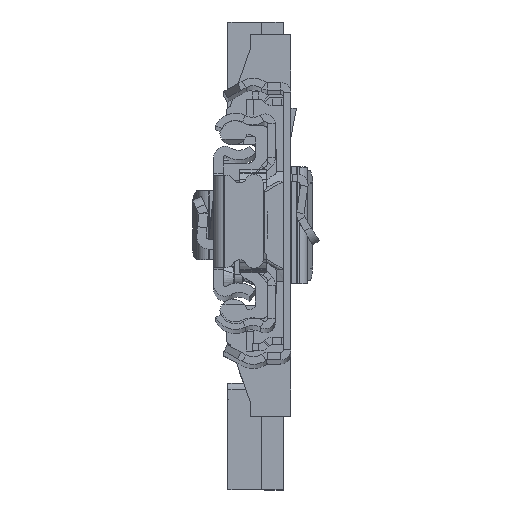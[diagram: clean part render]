
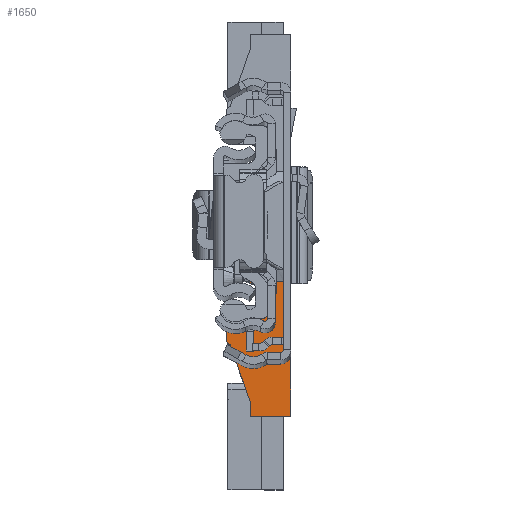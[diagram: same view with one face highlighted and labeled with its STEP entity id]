
A CAD part, top view. The second image highlights one B-rep face of the part: STEP entity #1650.
In plain terms, the highlighted face is planar.
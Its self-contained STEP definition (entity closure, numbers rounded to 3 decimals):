
#96 = ORIENTED_EDGE ( 'NONE', *, *, #14840, .F. ) ;
#162 = VECTOR ( 'NONE', #35916, 1000. ) ;
#1005 = CARTESIAN_POINT ( 'NONE',  ( 19., 8.5, -67. ) ) ;
#1491 = DIRECTION ( 'NONE',  ( 0., -1., 0. ) ) ;
#1616 = EDGE_CURVE ( 'NONE', #23350, #24539, #5228, .T. ) ;
#1627 = VERTEX_POINT ( 'NONE', #13413 ) ;
#1650 = ADVANCED_FACE ( 'NONE', ( #34445 ), #12060, .F. ) ;
#1791 = DIRECTION ( 'NONE',  ( -1., 0., 0. ) ) ;
#2072 = LINE ( 'NONE', #33334, #162 ) ;
#2106 = CARTESIAN_POINT ( 'NONE',  ( 10.792, 3.2, -67. ) ) ;
#2235 = CARTESIAN_POINT ( 'NONE',  ( 13., 9., -67. ) ) ;
#2382 = ORIENTED_EDGE ( 'NONE', *, *, #9160, .T. ) ;
#2400 = LINE ( 'NONE', #31419, #36694 ) ;
#2447 = CARTESIAN_POINT ( 'NONE',  ( 19., 0., -67. ) ) ;
#2576 = DIRECTION ( 'NONE',  ( 0., -1., 0. ) ) ;
#2599 = CIRCLE ( 'NONE', #26952, 0.5 ) ;
#2921 = EDGE_LOOP ( 'NONE', ( #9364, #31526, #14893, #34124, #2382, #33085, #9376, #33392, #19715, #10871, #96, #8289, #11275, #31622, #26940 ) ) ;
#3100 = EDGE_CURVE ( 'NONE', #20274, #21350, #14623, .T. ) ;
#3360 = DIRECTION ( 'NONE',  ( 1., 0., 0. ) ) ;
#3421 = DIRECTION ( 'NONE',  ( 1., 0., 0. ) ) ;
#3677 = DIRECTION ( 'NONE',  ( 1., 0., 0. ) ) ;
#3767 = CARTESIAN_POINT ( 'NONE',  ( 12., 3.2, -67. ) ) ;
#4088 = VECTOR ( 'NONE', #18717, 1000. ) ;
#4150 = VERTEX_POINT ( 'NONE', #32816 ) ;
#4182 = LINE ( 'NONE', #4366, #17906 ) ;
#4366 = CARTESIAN_POINT ( 'NONE',  ( -28.5, 9., -67. ) ) ;
#4383 = LINE ( 'NONE', #35632, #19069 ) ;
#4541 = DIRECTION ( 'NONE',  ( -1., 0., 0. ) ) ;
#4574 = CARTESIAN_POINT ( 'NONE',  ( 14.498, 7.304, -67. ) ) ;
#4883 = CARTESIAN_POINT ( 'NONE',  ( 10.614, 3.222, -67. ) ) ;
#5035 = EDGE_CURVE ( 'NONE', #29802, #26018, #9592, .T. ) ;
#5228 = B_SPLINE_CURVE_WITH_KNOTS ( 'NONE', 3,
 ( #27406, #21834, #33183, #4883, #7664, #2106 ),
 .UNSPECIFIED., .F., .F.,
 ( 4, 2, 4 ),
 ( 0., 0., 0.001 ),
 .UNSPECIFIED. ) ;
#5261 = VECTOR ( 'NONE', #3677, 1000. ) ;
#6190 = CARTESIAN_POINT ( 'NONE',  ( 18.5, 8.5, -67. ) ) ;
#6773 = CIRCLE ( 'NONE', #24663, 0.5 ) ;
#7664 = CARTESIAN_POINT ( 'NONE',  ( 10.701, 3.2, -67. ) ) ;
#7958 = VERTEX_POINT ( 'NONE', #20609 ) ;
#8289 = ORIENTED_EDGE ( 'NONE', *, *, #11547, .F. ) ;
#9067 = CARTESIAN_POINT ( 'NONE',  ( 10.792, 3.2, -67. ) ) ;
#9160 = EDGE_CURVE ( 'NONE', #24539, #21350, #17982, .T. ) ;
#9209 = CARTESIAN_POINT ( 'NONE',  ( 9.012, -17.65, -67. ) ) ;
#9364 = ORIENTED_EDGE ( 'NONE', *, *, #36059, .F. ) ;
#9376 = ORIENTED_EDGE ( 'NONE', *, *, #15598, .F. ) ;
#9414 = CARTESIAN_POINT ( 'NONE',  ( 19., 9., -67. ) ) ;
#9592 = LINE ( 'NONE', #9414, #22497 ) ;
#9932 = CARTESIAN_POINT ( 'NONE',  ( -28.5, 0., -67. ) ) ;
#10871 = ORIENTED_EDGE ( 'NONE', *, *, #14991, .F. ) ;
#11275 = ORIENTED_EDGE ( 'NONE', *, *, #19124, .T. ) ;
#11547 = EDGE_CURVE ( 'NONE', #33081, #7958, #4383, .T. ) ;
#12060 = PLANE ( 'NONE',  #31272 ) ;
#12536 = DIRECTION ( 'NONE',  ( -1., 0., 0. ) ) ;
#13362 = EDGE_CURVE ( 'NONE', #26018, #1627, #2072, .T. ) ;
#13413 = CARTESIAN_POINT ( 'NONE',  ( 30.5, -1.2, -67. ) ) ;
#13621 = CARTESIAN_POINT ( 'NONE',  ( 18.5, 9., -67. ) ) ;
#13814 = VECTOR ( 'NONE', #26706, 1000. ) ;
#14167 = DIRECTION ( 'NONE',  ( 1., 0., 0. ) ) ;
#14623 =( BOUNDED_CURVE ( )  B_SPLINE_CURVE ( 3, ( #29464, #17903, #29286, #3767 ),
 .UNSPECIFIED., .F., .T. ) 
 B_SPLINE_CURVE_WITH_KNOTS ( ( 4, 4 ),
 ( 4.712, 6.283 ),
 .UNSPECIFIED. ) 
 CURVE ( )  GEOMETRIC_REPRESENTATION_ITEM ( )  RATIONAL_B_SPLINE_CURVE ( ( 1., 0.805, 0.805, 1. ) ) 
 REPRESENTATION_ITEM ( '' )  );
#14840 = EDGE_CURVE ( 'NONE', #7958, #31581, #29497, .T. ) ;
#14847 = CARTESIAN_POINT ( 'NONE',  ( 9.012, 5.732, -67. ) ) ;
#14893 = ORIENTED_EDGE ( 'NONE', *, *, #36086, .F. ) ;
#14991 = EDGE_CURVE ( 'NONE', #31581, #20703, #6773, .T. ) ;
#15259 = CARTESIAN_POINT ( 'NONE',  ( 13.5, 9., -67. ) ) ;
#15318 = CARTESIAN_POINT ( 'NONE',  ( 28.5, 5.2, -67. ) ) ;
#15406 = CARTESIAN_POINT ( 'NONE',  ( 10.318, 3.419, -67. ) ) ;
#15598 = EDGE_CURVE ( 'NONE', #4150, #20274, #24580, .T. ) ;
#17903 = CARTESIAN_POINT ( 'NONE',  ( 13., 3.663, -67. ) ) ;
#17906 = VECTOR ( 'NONE', #4541, 1000. ) ;
#17982 = LINE ( 'NONE', #29191, #5261 ) ;
#18717 = DIRECTION ( 'NONE',  ( 1., 0., 0. ) ) ;
#19069 = VECTOR ( 'NONE', #1791, 1000. ) ;
#19115 = VECTOR ( 'NONE', #35275, 1000. ) ;
#19124 = EDGE_CURVE ( 'NONE', #33081, #1627, #2400, .T. ) ;
#19715 = ORIENTED_EDGE ( 'NONE', *, *, #23059, .F. ) ;
#20274 = VERTEX_POINT ( 'NONE', #35694 ) ;
#20328 = DIRECTION ( 'NONE',  ( 0., 0., 1. ) ) ;
#20609 = CARTESIAN_POINT ( 'NONE',  ( 28.5, 5.2, -67. ) ) ;
#20703 = VERTEX_POINT ( 'NONE', #13621 ) ;
#21350 = VERTEX_POINT ( 'NONE', #24566 ) ;
#21528 = LINE ( 'NONE', #9932, #4088 ) ;
#21702 = CARTESIAN_POINT ( 'NONE',  ( 9.012, 0., -67. ) ) ;
#21834 = CARTESIAN_POINT ( 'NONE',  ( 10.38, 3.353, -67. ) ) ;
#22497 = VECTOR ( 'NONE', #29203, 1000. ) ;
#23059 = EDGE_CURVE ( 'NONE', #20703, #34175, #4182, .T. ) ;
#23350 = VERTEX_POINT ( 'NONE', #15406 ) ;
#23716 = EDGE_CURVE ( 'NONE', #34915, #33285, #23966, .T. ) ;
#23966 = LINE ( 'NONE', #9209, #19115 ) ;
#24131 = VECTOR ( 'NONE', #1491, 1000. ) ;
#24539 = VERTEX_POINT ( 'NONE', #9067 ) ;
#24566 = CARTESIAN_POINT ( 'NONE',  ( 12., 3.2, -67. ) ) ;
#24580 = LINE ( 'NONE', #2235, #24131 ) ;
#24663 = AXIS2_PLACEMENT_3D ( 'NONE', #6190, #33944, #3421 ) ;
#25616 = EDGE_CURVE ( 'NONE', #34175, #4150, #2599, .T. ) ;
#26018 = VERTEX_POINT ( 'NONE', #30871 ) ;
#26075 = DIRECTION ( 'NONE',  ( 0., 0., 1. ) ) ;
#26678 = CIRCLE ( 'NONE', #31451, 5.707 ) ;
#26706 = DIRECTION ( 'NONE',  ( -0.945, 0.328, 0. ) ) ;
#26730 = DIRECTION ( 'NONE',  ( 0., 0., -1. ) ) ;
#26940 = ORIENTED_EDGE ( 'NONE', *, *, #5035, .F. ) ;
#26952 = AXIS2_PLACEMENT_3D ( 'NONE', #34601, #26075, #3360 ) ;
#27406 = CARTESIAN_POINT ( 'NONE',  ( 10.318, 3.419, -67. ) ) ;
#29191 = CARTESIAN_POINT ( 'NONE',  ( 13., 3.2, -67. ) ) ;
#29203 = DIRECTION ( 'NONE',  ( 0., -1., 0. ) ) ;
#29286 = CARTESIAN_POINT ( 'NONE',  ( 12.586, 3.2, -67. ) ) ;
#29464 = CARTESIAN_POINT ( 'NONE',  ( 13., 4.318, -67. ) ) ;
#29497 = LINE ( 'NONE', #15318, #13814 ) ;
#29802 = VERTEX_POINT ( 'NONE', #2447 ) ;
#30871 = CARTESIAN_POINT ( 'NONE',  ( 19., -1.2, -67. ) ) ;
#31272 = AXIS2_PLACEMENT_3D ( 'NONE', #34624, #20328, #14167 ) ;
#31419 = CARTESIAN_POINT ( 'NONE',  ( 30.5, 0., -67. ) ) ;
#31451 = AXIS2_PLACEMENT_3D ( 'NONE', #4574, #26730, #12536 ) ;
#31526 = ORIENTED_EDGE ( 'NONE', *, *, #23716, .T. ) ;
#31581 = VERTEX_POINT ( 'NONE', #1005 ) ;
#31622 = ORIENTED_EDGE ( 'NONE', *, *, #13362, .F. ) ;
#32816 = CARTESIAN_POINT ( 'NONE',  ( 13., 8.5, -67. ) ) ;
#33081 = VERTEX_POINT ( 'NONE', #33153 ) ;
#33085 = ORIENTED_EDGE ( 'NONE', *, *, #3100, .F. ) ;
#33153 = CARTESIAN_POINT ( 'NONE',  ( 30.5, 5.2, -67. ) ) ;
#33183 = CARTESIAN_POINT ( 'NONE',  ( 10.451, 3.299, -67. ) ) ;
#33285 = VERTEX_POINT ( 'NONE', #14847 ) ;
#33334 = CARTESIAN_POINT ( 'NONE',  ( 0., -1.2, -67. ) ) ;
#33392 = ORIENTED_EDGE ( 'NONE', *, *, #25616, .F. ) ;
#33944 = DIRECTION ( 'NONE',  ( 0., 0., 1. ) ) ;
#34124 = ORIENTED_EDGE ( 'NONE', *, *, #1616, .T. ) ;
#34175 = VERTEX_POINT ( 'NONE', #15259 ) ;
#34445 = FACE_OUTER_BOUND ( 'NONE', #2921, .T. ) ;
#34601 = CARTESIAN_POINT ( 'NONE',  ( 13.5, 8.5, -67. ) ) ;
#34624 = CARTESIAN_POINT ( 'NONE',  ( -28.5, 9., -67. ) ) ;
#34915 = VERTEX_POINT ( 'NONE', #21702 ) ;
#35275 = DIRECTION ( 'NONE',  ( 0., 1., 0. ) ) ;
#35632 = CARTESIAN_POINT ( 'NONE',  ( 30.5, 5.2, -67. ) ) ;
#35694 = CARTESIAN_POINT ( 'NONE',  ( 13., 4.318, -67. ) ) ;
#35916 = DIRECTION ( 'NONE',  ( 1., 0., 0. ) ) ;
#36059 = EDGE_CURVE ( 'NONE', #34915, #29802, #21528, .T. ) ;
#36086 = EDGE_CURVE ( 'NONE', #23350, #33285, #26678, .T. ) ;
#36694 = VECTOR ( 'NONE', #2576, 1000. ) ;
